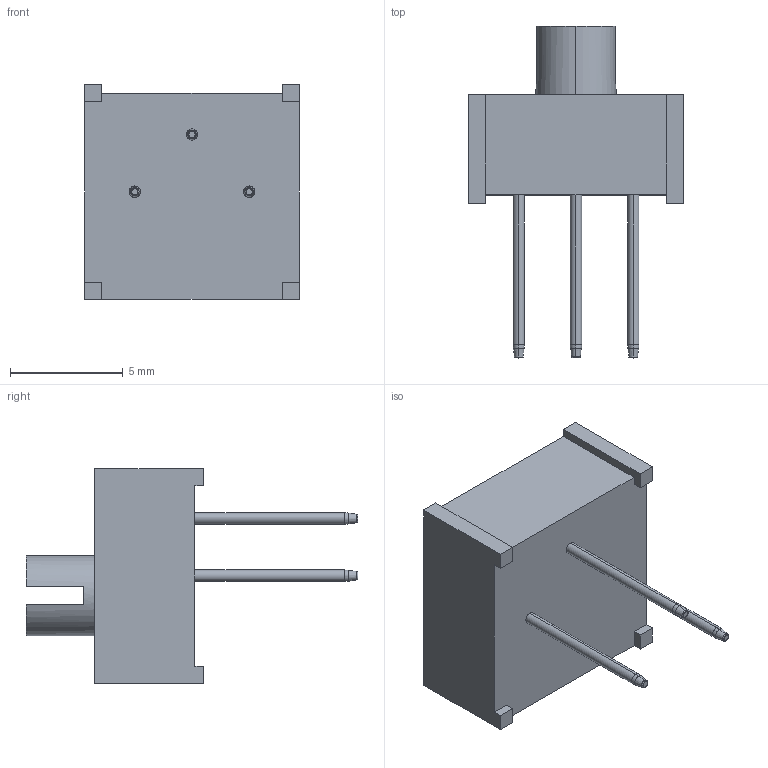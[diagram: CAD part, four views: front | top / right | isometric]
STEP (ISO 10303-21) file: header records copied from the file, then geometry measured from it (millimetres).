
FILE_DESCRIPTION (( 'STEP AP214' ), '1' );
FILE_NAME ('3386P-EY5-101.STEP', '2021-12-31T22:15:50', ( '' ), ( '' ), 'SwSTEP 2.0', 'SolidWorks 2017', '' );
FILE_SCHEMA (( 'AUTOMOTIVE_DESIGN' ));
Length unit declared in the file: inch
Products named in the file (1): 3386P-EY5-101
Bounding box: 9.53 x 14.73 x 9.53 mm (x, y, z)
Volume: 417.9 mm3; surface area: 455.3 mm2
Topology: 5 solids, 5 shells, 58 faces, 126 edges, 78 vertices
Faces by surface type: plane 32, torus 12, cylinder 8, cone 6
Entity records: 1660 total; most frequent: DIRECTION 294, CARTESIAN_POINT 263, ORIENTED_EDGE 252, EDGE_CURVE 126, AXIS2_PLACEMENT_3D 109, VERTEX_POINT 78, LINE 76, VECTOR 76
